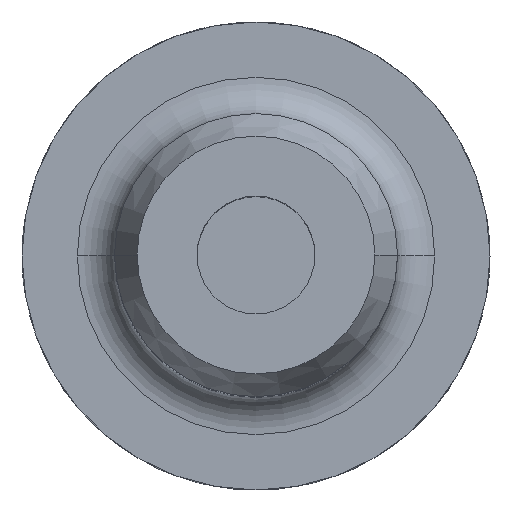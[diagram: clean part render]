
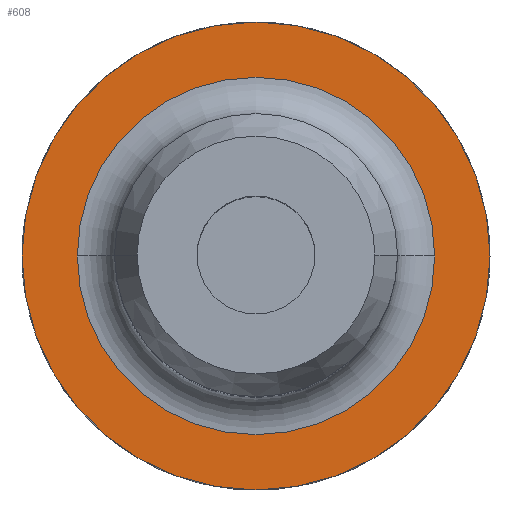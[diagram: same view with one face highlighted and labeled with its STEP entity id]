
A CAD part, top view. The second image highlights one B-rep face of the part: STEP entity #608.
In plain terms, the highlighted planar face has unit normal (0, 0, 1).
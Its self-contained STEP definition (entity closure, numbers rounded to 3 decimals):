
#104 = PLANE ( 'NONE',  #834 ) ;
#110 = DIRECTION ( 'NONE',  ( -1., 0., 0. ) ) ;
#191 = EDGE_LOOP ( 'NONE', ( #1242, #963 ) ) ;
#198 = DIRECTION ( 'NONE',  ( 0., 0., -1. ) ) ;
#211 = DIRECTION ( 'NONE',  ( -1., 0., 0. ) ) ;
#291 = ORIENTED_EDGE ( 'NONE', *, *, #658, .T. ) ;
#305 = FACE_BOUND ( 'NONE', #415, .T. ) ;
#330 = CARTESIAN_POINT ( 'NONE',  ( 0., 19.05, 27. ) ) ;
#336 = CARTESIAN_POINT ( 'NONE',  ( -31.5, 0., 27. ) ) ;
#350 = VERTEX_POINT ( 'NONE', #574 ) ;
#363 = EDGE_CURVE ( 'NONE', #965, #713, #815, .T. ) ;
#415 = EDGE_LOOP ( 'NONE', ( #772, #291 ) ) ;
#490 = CARTESIAN_POINT ( 'NONE',  ( 0., 0., 27. ) ) ;
#513 = CIRCLE ( 'NONE', #628, 31.5 ) ;
#529 = DIRECTION ( 'NONE',  ( 0., 0., -1. ) ) ;
#574 = CARTESIAN_POINT ( 'NONE',  ( -24.05, 0., 27. ) ) ;
#608 = ADVANCED_FACE ( 'NONE', ( #305, #914 ), #104, .F. ) ;
#618 = CARTESIAN_POINT ( 'NONE',  ( 31.5, 0., 27. ) ) ;
#628 = AXIS2_PLACEMENT_3D ( 'NONE', #823, #958, #712 ) ;
#658 = EDGE_CURVE ( 'NONE', #981, #350, #872, .T. ) ;
#678 = CIRCLE ( 'NONE', #829, 24.05 ) ;
#712 = DIRECTION ( 'NONE',  ( -1., 0., 0. ) ) ;
#713 = VERTEX_POINT ( 'NONE', #618 ) ;
#755 = CARTESIAN_POINT ( 'NONE',  ( 0., 0., 27. ) ) ;
#763 = DIRECTION ( 'NONE',  ( -1., 0., 0. ) ) ;
#772 = ORIENTED_EDGE ( 'NONE', *, *, #1397, .T. ) ;
#815 = CIRCLE ( 'NONE', #1325, 31.5 ) ;
#816 = DIRECTION ( 'NONE',  ( -1., 0., 0. ) ) ;
#823 = CARTESIAN_POINT ( 'NONE',  ( 0., 0., 27. ) ) ;
#829 = AXIS2_PLACEMENT_3D ( 'NONE', #755, #529, #763 ) ;
#834 = AXIS2_PLACEMENT_3D ( 'NONE', #330, #198, #211 ) ;
#872 = CIRCLE ( 'NONE', #1163, 24.05 ) ;
#914 = FACE_OUTER_BOUND ( 'NONE', #191, .T. ) ;
#925 = CARTESIAN_POINT ( 'NONE',  ( 0., 0., 27. ) ) ;
#929 = CARTESIAN_POINT ( 'NONE',  ( 24.05, 0., 27. ) ) ;
#958 = DIRECTION ( 'NONE',  ( 0., 0., -1. ) ) ;
#963 = ORIENTED_EDGE ( 'NONE', *, *, #1165, .F. ) ;
#965 = VERTEX_POINT ( 'NONE', #336 ) ;
#981 = VERTEX_POINT ( 'NONE', #929 ) ;
#1163 = AXIS2_PLACEMENT_3D ( 'NONE', #490, #1469, #110 ) ;
#1165 = EDGE_CURVE ( 'NONE', #713, #965, #513, .T. ) ;
#1242 = ORIENTED_EDGE ( 'NONE', *, *, #363, .F. ) ;
#1325 = AXIS2_PLACEMENT_3D ( 'NONE', #925, #1547, #816 ) ;
#1397 = EDGE_CURVE ( 'NONE', #350, #981, #678, .T. ) ;
#1469 = DIRECTION ( 'NONE',  ( 0., 0., -1. ) ) ;
#1547 = DIRECTION ( 'NONE',  ( 0., 0., -1. ) ) ;
